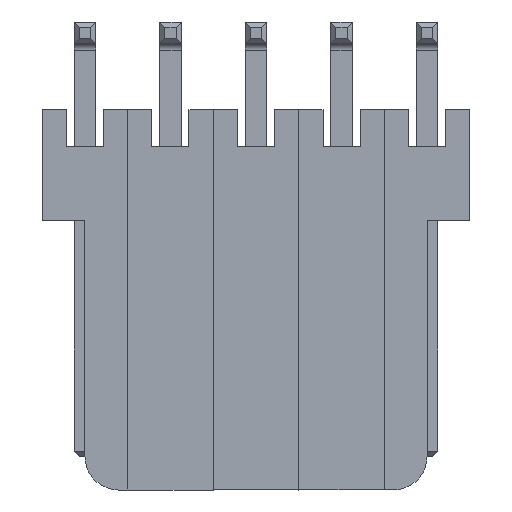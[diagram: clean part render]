
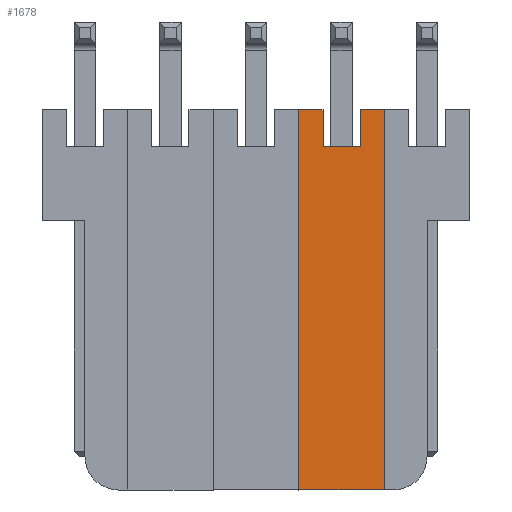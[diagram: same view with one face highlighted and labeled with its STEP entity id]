
A CAD part, front view. The second image highlights one B-rep face of the part: STEP entity #1678.
In plain terms, the highlighted planar face has unit normal (0, -1, 0).
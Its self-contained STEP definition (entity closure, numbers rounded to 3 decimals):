
#32 = EDGE_CURVE ( 'NONE', #1016, #3319, #2995, .T. ) ;
#82 = LINE ( 'NONE', #3187, #333 ) ;
#115 = CARTESIAN_POINT ( 'NONE',  ( -0.72, 0., -1.1 ) ) ;
#333 = VECTOR ( 'NONE', #1214, 1000. ) ;
#357 = VERTEX_POINT ( 'NONE', #1774 ) ;
#360 = CARTESIAN_POINT ( 'NONE',  ( -2.54, 0., -11.3 ) ) ;
#392 = VECTOR ( 'NONE', #1924, 1000. ) ;
#422 = ORIENTED_EDGE ( 'NONE', *, *, #32, .F. ) ;
#437 = LINE ( 'NONE', #673, #2745 ) ;
#482 = CARTESIAN_POINT ( 'NONE',  ( -2.54, 0., -11.3 ) ) ;
#664 = EDGE_LOOP ( 'NONE', ( #1620, #3733, #3042, #4213, #3267, #3882, #422, #4813 ) ) ;
#673 = CARTESIAN_POINT ( 'NONE',  ( -1.82, 0., -1.1 ) ) ;
#729 = CARTESIAN_POINT ( 'NONE',  ( -1.82, 0., 0. ) ) ;
#839 = VERTEX_POINT ( 'NONE', #3308 ) ;
#1016 = VERTEX_POINT ( 'NONE', #360 ) ;
#1037 = DIRECTION ( 'NONE',  ( 0., 0., -1. ) ) ;
#1214 = DIRECTION ( 'NONE',  ( 1., 0., 0. ) ) ;
#1242 = DIRECTION ( 'NONE',  ( 0., 0., -1. ) ) ;
#1257 = LINE ( 'NONE', #729, #392 ) ;
#1493 = DIRECTION ( 'NONE',  ( 1., 0., 0. ) ) ;
#1620 = ORIENTED_EDGE ( 'NONE', *, *, #2293, .F. ) ;
#1632 = EDGE_CURVE ( 'NONE', #357, #839, #82, .T. ) ;
#1644 = DIRECTION ( 'NONE',  ( 0., 1., 0. ) ) ;
#1678 = ADVANCED_FACE ( 'NONE', ( #4607 ), #2918, .F. ) ;
#1774 = CARTESIAN_POINT ( 'NONE',  ( -0.72, 0., 0. ) ) ;
#1854 = VECTOR ( 'NONE', #4929, 1000. ) ;
#1924 = DIRECTION ( 'NONE',  ( 1., 0., 0. ) ) ;
#1982 = VERTEX_POINT ( 'NONE', #3879 ) ;
#2135 = CARTESIAN_POINT ( 'NONE',  ( -2.54, 0., 0. ) ) ;
#2233 = VECTOR ( 'NONE', #3268, 1000. ) ;
#2258 = VECTOR ( 'NONE', #1037, 1000. ) ;
#2290 = CARTESIAN_POINT ( 'NONE',  ( -1.82, 0., -1.1 ) ) ;
#2293 = EDGE_CURVE ( 'NONE', #839, #3549, #4094, .T. ) ;
#2426 = VECTOR ( 'NONE', #1242, 1000. ) ;
#2735 = EDGE_CURVE ( 'NONE', #4550, #3481, #437, .T. ) ;
#2745 = VECTOR ( 'NONE', #1493, 1000. ) ;
#2895 = LINE ( 'NONE', #2290, #2258 ) ;
#2918 = PLANE ( 'NONE',  #3997 ) ;
#2922 = LINE ( 'NONE', #115, #1854 ) ;
#2995 = LINE ( 'NONE', #2135, #4145 ) ;
#3005 = CARTESIAN_POINT ( 'NONE',  ( -2.54, 0., 0. ) ) ;
#3042 = ORIENTED_EDGE ( 'NONE', *, *, #3768, .F. ) ;
#3165 = EDGE_CURVE ( 'NONE', #3549, #1016, #4263, .T. ) ;
#3187 = CARTESIAN_POINT ( 'NONE',  ( 0., 0., 0. ) ) ;
#3267 = ORIENTED_EDGE ( 'NONE', *, *, #4795, .F. ) ;
#3268 = DIRECTION ( 'NONE',  ( -1., 0., 0. ) ) ;
#3308 = CARTESIAN_POINT ( 'NONE',  ( 0., 0., 0. ) ) ;
#3319 = VERTEX_POINT ( 'NONE', #3005 ) ;
#3481 = VERTEX_POINT ( 'NONE', #3898 ) ;
#3549 = VERTEX_POINT ( 'NONE', #4016 ) ;
#3657 = CARTESIAN_POINT ( 'NONE',  ( 0., 0., 0. ) ) ;
#3677 = CARTESIAN_POINT ( 'NONE',  ( 0., 0., 0. ) ) ;
#3733 = ORIENTED_EDGE ( 'NONE', *, *, #1632, .F. ) ;
#3768 = EDGE_CURVE ( 'NONE', #3481, #357, #2922, .T. ) ;
#3879 = CARTESIAN_POINT ( 'NONE',  ( -1.82, 0., 0. ) ) ;
#3882 = ORIENTED_EDGE ( 'NONE', *, *, #4839, .F. ) ;
#3898 = CARTESIAN_POINT ( 'NONE',  ( -0.72, 0., -1.1 ) ) ;
#3997 = AXIS2_PLACEMENT_3D ( 'NONE', #3677, #1644, #4936 ) ;
#4016 = CARTESIAN_POINT ( 'NONE',  ( 0., 0., -11.3 ) ) ;
#4094 = LINE ( 'NONE', #3657, #2426 ) ;
#4145 = VECTOR ( 'NONE', #4575, 1000. ) ;
#4213 = ORIENTED_EDGE ( 'NONE', *, *, #2735, .F. ) ;
#4263 = LINE ( 'NONE', #482, #2233 ) ;
#4550 = VERTEX_POINT ( 'NONE', #4838 ) ;
#4575 = DIRECTION ( 'NONE',  ( 0., 0., 1. ) ) ;
#4607 = FACE_OUTER_BOUND ( 'NONE', #664, .T. ) ;
#4795 = EDGE_CURVE ( 'NONE', #1982, #4550, #2895, .T. ) ;
#4813 = ORIENTED_EDGE ( 'NONE', *, *, #3165, .F. ) ;
#4838 = CARTESIAN_POINT ( 'NONE',  ( -1.82, 0., -1.1 ) ) ;
#4839 = EDGE_CURVE ( 'NONE', #3319, #1982, #1257, .T. ) ;
#4929 = DIRECTION ( 'NONE',  ( 0., 0., 1. ) ) ;
#4936 = DIRECTION ( 'NONE',  ( 0., 0., 1. ) ) ;
